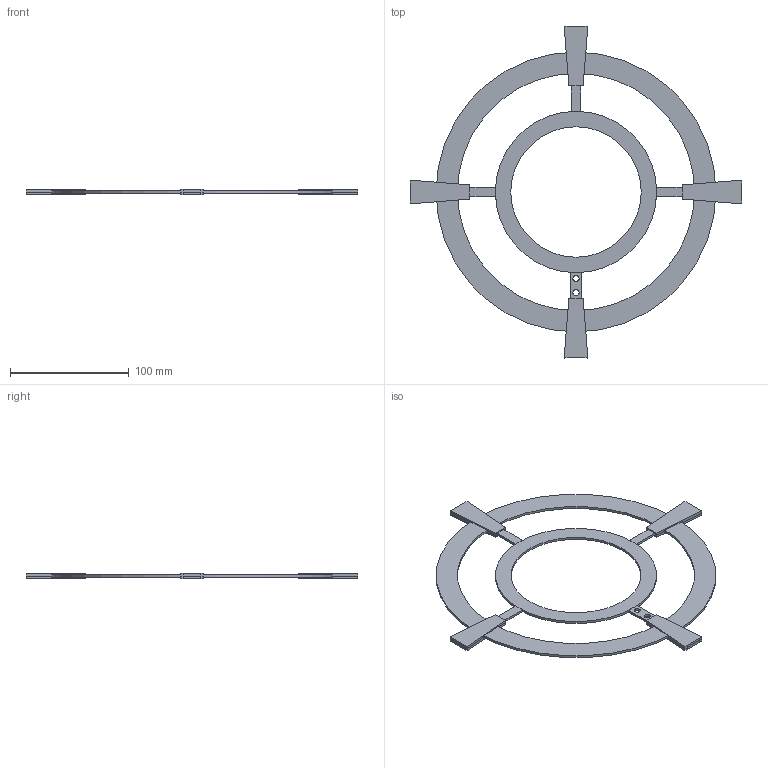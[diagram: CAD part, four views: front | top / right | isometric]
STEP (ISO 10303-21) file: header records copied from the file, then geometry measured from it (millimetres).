
FILE_DESCRIPTION(/* description */ ('','CAx-IF Rec.Pracs.---Representation and Presentation of Product Manufacturing Information (PMI)---4.0---2014-10-13'),/* implementation_level */ '2;1');
FILE_NAME(/* name */ '',/* time_stamp */ '2025-03-06T15:42:40+09:00',/* author */ (''),/* organization */ (''),/* preprocessor_version */ 'ST-DEVELOPER v20',/* originating_system */ 'Autodesk Translation Framework v13.20.0.188',/* authorisation */ '');
FILE_SCHEMA (('AP242_MANAGED_MODEL_BASED_3D_ENGINEERING_MIM_LF { 1 0 10303 442 1 1 4 }'));
Length unit declared in the file: millimetre
Products named in the file (3): セリカ_ヘイロー_mk1; Component1; Component2
Assembly tree (5 placements, depth 2):
  セリカ_ヘイロー_mk1
    Component1
    Component2  x4
Bounding box: 280 x 280 x 4.4 mm (x, y, z)
Volume: 47318.3 mm3; surface area: 56853.1 mm2
Topology: 14 solids, 14 shells, 162 faces, 402 edges, 268 vertices
Faces by surface type: plane 124, cylinder 38
Full cylindrical faces by diameter (mm): 5.2 x2, 110 x1, 136 x1, 200 x1, 236 x1
Entity records: 1987 total; most frequent: DIRECTION 338, CARTESIAN_POINT 324, ORIENTED_EDGE 300, EDGE_CURVE 150, AXIS2_PLACEMENT_3D 114, LINE 110, VECTOR 110, VERTEX_POINT 100
